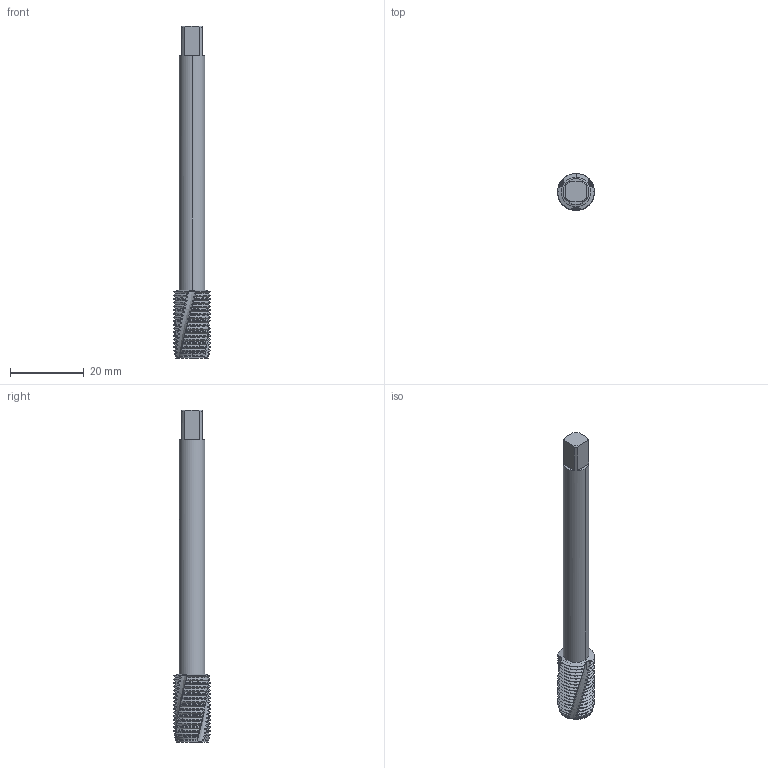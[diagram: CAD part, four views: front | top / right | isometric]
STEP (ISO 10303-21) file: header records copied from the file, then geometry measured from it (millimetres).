
FILE_DESCRIPTION(('no description'),'unknown implementation level');
FILE_NAME('solidtUYX4rSYtv_0i0AENY5iHWr6_zo_1.STP',' ',('CIM GmbH Aachen'),('CADClick - KiM GmbH - www.kimweb.de'),'unknown preprocess','ACIS','unknown authorization');
FILE_SCHEMA(('automotive_design'));
Length unit declared in the file: millimetre
Products named in the file (2): 1; 2
Bounding box: 10 x 10 x 90 mm (x, y, z)
Volume: 3898.7 mm3; surface area: 3476 mm2
Topology: 2 solids, 2 shells, 387 faces, 1088 edges, 705 vertices
Faces by surface type: cone 190, cylinder 171, plane 17, bspline 6, revolution 3
Entity records: 29068 total; most frequent: CARTESIAN_POINT 7579, STYLED_ITEM 2182, PRESENTATION_STYLE_ASSIGNMENT 2182, COLOUR_RGB 2182, ORIENTED_EDGE 2176, DIRECTION 1794, EDGE_CURVE 1088, CURVE_STYLE 1088
